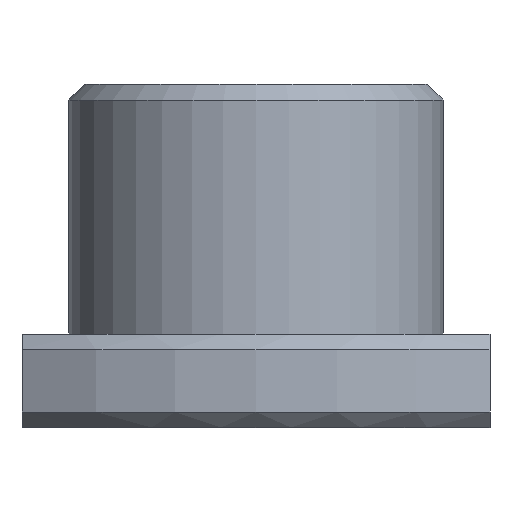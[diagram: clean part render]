
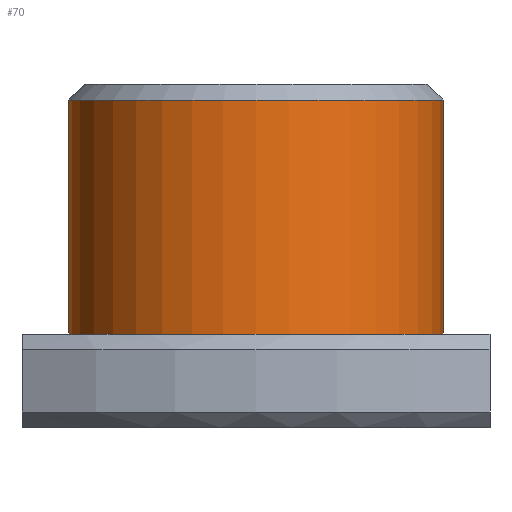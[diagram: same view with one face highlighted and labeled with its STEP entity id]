
A CAD part, front view. The second image highlights one B-rep face of the part: STEP entity #70.
In plain terms, the highlighted cylindrical face has radius 6 mm (diameter 12 mm), a full revolution.
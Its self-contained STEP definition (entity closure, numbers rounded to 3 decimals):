
#23 = FACE_OUTER_BOUND ( 'NONE', #72, .T. ) ;
#26 = EDGE_LOOP ( 'NONE', ( #404 ) ) ;
#28 = DIRECTION ( 'NONE',  ( 0., 0., 1. ) ) ;
#57 = ORIENTED_EDGE ( 'NONE', *, *, #242, .T. ) ;
#66 = DIRECTION ( 'NONE',  ( 0., 0., -1. ) ) ;
#68 = CIRCLE ( 'NONE', #403, 6. ) ;
#70 = ADVANCED_FACE ( 'NONE', ( #23, #172 ), #401, .T. ) ;
#72 = EDGE_LOOP ( 'NONE', ( #57 ) ) ;
#114 = CIRCLE ( 'NONE', #346, 6. ) ;
#163 = DIRECTION ( 'NONE',  ( 1., 0., 0. ) ) ;
#172 = FACE_OUTER_BOUND ( 'NONE', #26, .T. ) ;
#192 = CARTESIAN_POINT ( 'NONE',  ( 6., 0., 9. ) ) ;
#208 = CARTESIAN_POINT ( 'NONE',  ( 0., 0., 1.5 ) ) ;
#213 = DIRECTION ( 'NONE',  ( 1., 0., 0. ) ) ;
#221 = AXIS2_PLACEMENT_3D ( 'NONE', #416, #343, #163 ) ;
#242 = EDGE_CURVE ( 'NONE', #420, #420, #68, .T. ) ;
#267 = VERTEX_POINT ( 'NONE', #307 ) ;
#307 = CARTESIAN_POINT ( 'NONE',  ( 6., 0., 1.5 ) ) ;
#335 = DIRECTION ( 'NONE',  ( 1., 0., 0. ) ) ;
#343 = DIRECTION ( 'NONE',  ( 0., 0., 1. ) ) ;
#346 = AXIS2_PLACEMENT_3D ( 'NONE', #208, #28, #213 ) ;
#401 = CYLINDRICAL_SURFACE ( 'NONE', #221, 6. ) ;
#403 = AXIS2_PLACEMENT_3D ( 'NONE', #407, #66, #335 ) ;
#404 = ORIENTED_EDGE ( 'NONE', *, *, #438, .T. ) ;
#407 = CARTESIAN_POINT ( 'NONE',  ( 0., 0., 9. ) ) ;
#416 = CARTESIAN_POINT ( 'NONE',  ( 0., 0., 1.5 ) ) ;
#420 = VERTEX_POINT ( 'NONE', #192 ) ;
#438 = EDGE_CURVE ( 'NONE', #267, #267, #114, .T. ) ;
